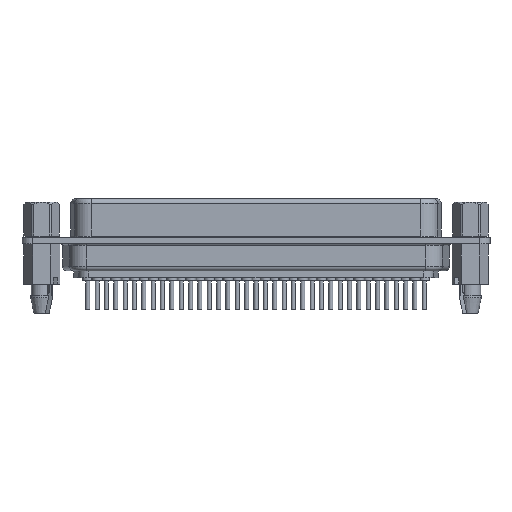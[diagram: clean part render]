
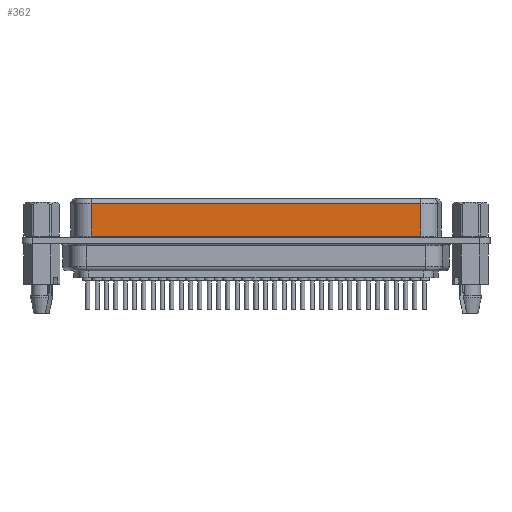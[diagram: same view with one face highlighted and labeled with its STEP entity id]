
A CAD part, front view. The second image highlights one B-rep face of the part: STEP entity #362.
In plain terms, the highlighted planar face has unit normal (0, -1, 0).
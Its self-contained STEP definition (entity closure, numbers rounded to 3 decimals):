
#60 = EDGE_CURVE ( 'NONE', #18253, #7128, #14970, .T. ) ;
#119 = EDGE_CURVE ( 'NONE', #8268, #7128, #15591, .T. ) ;
#362 = ADVANCED_FACE ( 'NONE', ( #14918 ), #2011, .F. ) ;
#1128 = DIRECTION ( 'NONE',  ( 0., 0., -1. ) ) ;
#1129 = CARTESIAN_POINT ( 'NONE',  ( 24.409, -3.95, 6.25 ) ) ;
#1280 = CARTESIAN_POINT ( 'NONE',  ( 24.409, -3.95, 0.7 ) ) ;
#1286 = DIRECTION ( 'NONE',  ( 1., 0., 0. ) ) ;
#2002 = CARTESIAN_POINT ( 'NONE',  ( -24.409, -3.95, 6.25 ) ) ;
#2011 = PLANE ( 'NONE',  #15953 ) ;
#2013 = DIRECTION ( 'NONE',  ( 0., 1., 0. ) ) ;
#2014 = DIRECTION ( 'NONE',  ( 0., 0., 1. ) ) ;
#7128 = VERTEX_POINT ( 'NONE', #9143 ) ;
#7318 = EDGE_LOOP ( 'NONE', ( #11818, #11909, #12000, #12091 ) ) ;
#8268 = VERTEX_POINT ( 'NONE', #9373 ) ;
#8649 = VERTEX_POINT ( 'NONE', #10596 ) ;
#9143 = CARTESIAN_POINT ( 'NONE',  ( 24.409, -3.95, 0.7 ) ) ;
#9373 = CARTESIAN_POINT ( 'NONE',  ( -24.409, -3.95, 0.7 ) ) ;
#10134 = LINE ( 'NONE', #11289, #10136 ) ;
#10136 = VECTOR ( 'NONE', #11290, 1000. ) ;
#10596 = CARTESIAN_POINT ( 'NONE',  ( -24.409, -3.95, 5.5 ) ) ;
#11289 = CARTESIAN_POINT ( 'NONE',  ( -24.409, -3.95, 6.25 ) ) ;
#11290 = DIRECTION ( 'NONE',  ( 0., 0., -1. ) ) ;
#11818 = ORIENTED_EDGE ( 'NONE', *, *, #16544, .T. ) ;
#11909 = ORIENTED_EDGE ( 'NONE', *, *, #119, .T. ) ;
#12000 = ORIENTED_EDGE ( 'NONE', *, *, #60, .F. ) ;
#12091 = ORIENTED_EDGE ( 'NONE', *, *, #18760, .T. ) ;
#13642 = CARTESIAN_POINT ( 'NONE',  ( 24.409, -3.95, 5.5 ) ) ;
#14014 = CARTESIAN_POINT ( 'NONE',  ( -24.409, -3.95, 5.5 ) ) ;
#14015 = DIRECTION ( 'NONE',  ( -1., 0., 0. ) ) ;
#14428 = LINE ( 'NONE', #14014, #14431 ) ;
#14431 = VECTOR ( 'NONE', #14015, 1000. ) ;
#14918 = FACE_OUTER_BOUND ( 'NONE', #7318, .T. ) ;
#14970 = LINE ( 'NONE', #1129, #15443 ) ;
#15290 = VECTOR ( 'NONE', #1286, 1000. ) ;
#15443 = VECTOR ( 'NONE', #1128, 1000. ) ;
#15591 = LINE ( 'NONE', #1280, #15290 ) ;
#15953 = AXIS2_PLACEMENT_3D ( 'NONE', #2002, #2013, #2014 ) ;
#16544 = EDGE_CURVE ( 'NONE', #8649, #8268, #10134, .T. ) ;
#18253 = VERTEX_POINT ( 'NONE', #13642 ) ;
#18760 = EDGE_CURVE ( 'NONE', #18253, #8649, #14428, .T. ) ;
